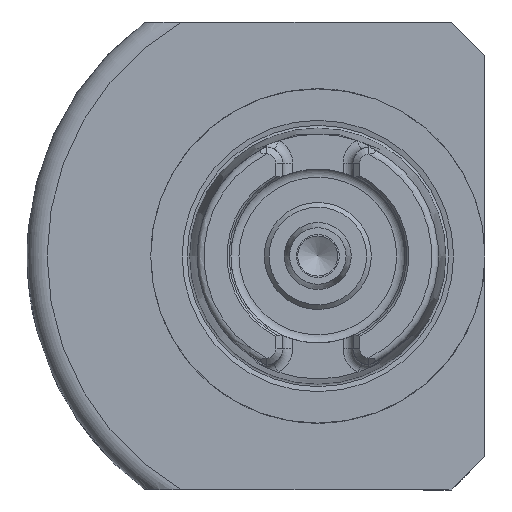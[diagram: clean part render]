
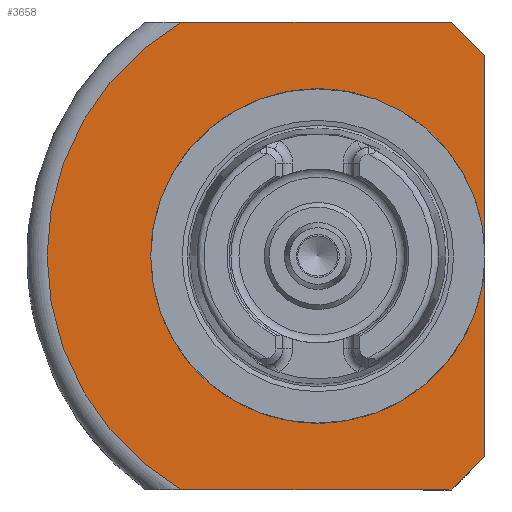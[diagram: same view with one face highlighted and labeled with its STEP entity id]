
A CAD part, left-side view. The second image highlights one B-rep face of the part: STEP entity #3658.
In plain terms, the highlighted planar face has unit normal (-1, 0, 0).
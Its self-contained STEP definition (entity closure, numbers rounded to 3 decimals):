
#1113=CARTESIAN_POINT('',(31.,-25.,-30.));
#1114=VERTEX_POINT('',#1113);
#1121=CARTESIAN_POINT('',(31.,-20.,-35.));
#1122=VERTEX_POINT('',#1121);
#1123=CARTESIAN_POINT('',(31.,-20.,-35.));
#1124=DIRECTION('',(0.,-0.707,0.707));
#1125=VECTOR('',#1124,7.071);
#1126=LINE('',#1123,#1125);
#1127=EDGE_CURVE('',#1122,#1114,#1126,.T.);
#1629=CARTESIAN_POINT('',(31.,20.378,-35.));
#1630=VERTEX_POINT('',#1629);
#1631=CARTESIAN_POINT('',(31.,20.378,-35.));
#1632=DIRECTION('',(0.0,-1.0,0.0));
#1633=VECTOR('',#1632,40.378);
#1634=LINE('',#1631,#1633);
#1635=EDGE_CURVE('',#1630,#1122,#1634,.T.);
#1709=CARTESIAN_POINT('',(31.,-25.,30.));
#1710=VERTEX_POINT('',#1709);
#1717=CARTESIAN_POINT('',(31.,-25.,-30.));
#1718=DIRECTION('',(0.0,0.0,1.0));
#1719=VECTOR('',#1718,60.);
#1720=LINE('',#1717,#1719);
#1721=EDGE_CURVE('',#1114,#1710,#1720,.T.);
#1871=CARTESIAN_POINT('',(31.,-20.,35.));
#1872=VERTEX_POINT('',#1871);
#1879=CARTESIAN_POINT('',(31.,-25.,30.));
#1880=DIRECTION('',(0.,0.707,0.707));
#1881=VECTOR('',#1880,7.071);
#1882=LINE('',#1879,#1881);
#1883=EDGE_CURVE('',#1710,#1872,#1882,.T.);
#1896=CARTESIAN_POINT('',(31.,20.378,35.));
#1897=VERTEX_POINT('',#1896);
#1913=CARTESIAN_POINT('',(31.,-20.,35.));
#1914=DIRECTION('',(0.0,1.0,0.0));
#1915=VECTOR('',#1914,40.378);
#1916=LINE('',#1913,#1915);
#1917=EDGE_CURVE('',#1872,#1897,#1916,.T.);
#2441=CARTESIAN_POINT('',(31.,24.5,0.0));
#2442=VERTEX_POINT('',#2441);
#2443=CARTESIAN_POINT('',(31.,0.,0.0));
#2444=DIRECTION('',(1.0,0.,0.0));
#2445=DIRECTION('',(0.,1.0,0.0));
#2446=AXIS2_PLACEMENT_3D('',#2443,#2444,#2445);
#2447=CIRCLE('',#2446,24.5);
#2448=EDGE_CURVE('',#2442,#2442,#2447,.T.);
#3636=CARTESIAN_POINT('',(31.,37.75,0.0));
#3637=DIRECTION('',(-1.0,0.0,0.0));
#3638=DIRECTION('',(0.0,0.0,1.0));
#3639=AXIS2_PLACEMENT_3D('',#3636,#3637,#3638);
#3640=PLANE('',#3639);
#3641=ORIENTED_EDGE('',*,*,#1917,.T.);
#3642=CARTESIAN_POINT('',(31.,0.,0.0));
#3643=DIRECTION('',(1.0,0.,0.0));
#3644=DIRECTION('',(0.,1.0,0.0));
#3645=AXIS2_PLACEMENT_3D('',#3642,#3643,#3644);
#3646=CIRCLE('',#3645,40.5);
#3647=EDGE_CURVE('',#1630,#1897,#3646,.T.);
#3648=ORIENTED_EDGE('',*,*,#3647,.F.);
#3649=ORIENTED_EDGE('',*,*,#1635,.T.);
#3650=ORIENTED_EDGE('',*,*,#1127,.T.);
#3651=ORIENTED_EDGE('',*,*,#1721,.T.);
#3652=ORIENTED_EDGE('',*,*,#1883,.T.);
#3653=EDGE_LOOP('',(#3641,#3648,#3649,#3650,#3651,#3652));
#3654=FACE_OUTER_BOUND('',#3653,.T.);
#3655=ORIENTED_EDGE('',*,*,#2448,.T.);
#3656=EDGE_LOOP('',(#3655));
#3657=FACE_BOUND('',#3656,.T.);
#3658=ADVANCED_FACE('',(#3654,#3657),#3640,.T.);
